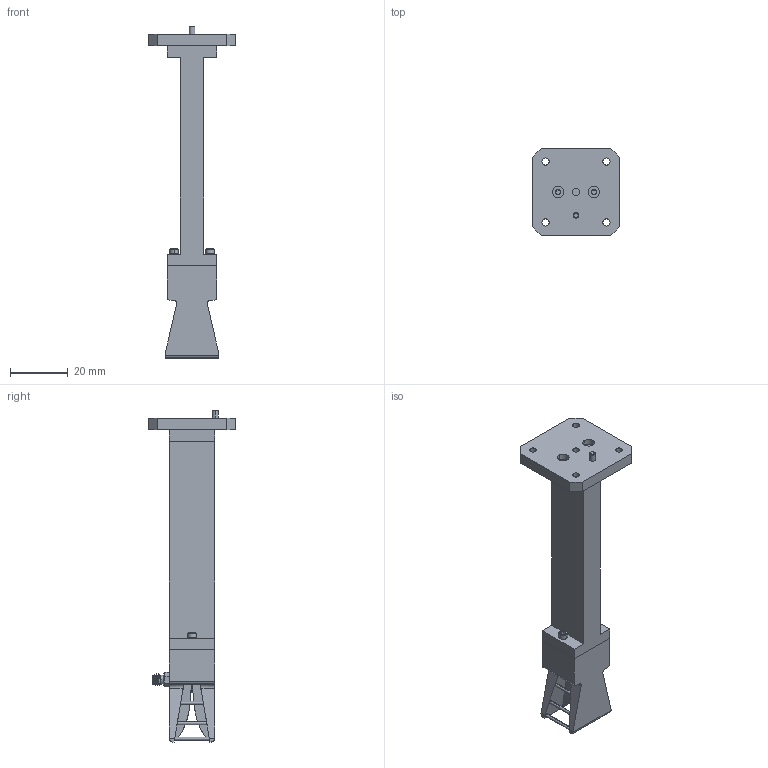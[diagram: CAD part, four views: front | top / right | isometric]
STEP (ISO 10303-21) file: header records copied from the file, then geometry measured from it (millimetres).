
FILE_DESCRIPTION (( 'STEP AP203' ), '1' );
FILE_NAME ('SAV-1431141535-1F-U5.STEP', '2020-01-08T18:19:07', ( '' ), ( '' ), 'SwSTEP 2.0', 'SolidWorks 2016', '' );
FILE_SCHEMA (( 'CONFIG_CONTROL_DESIGN' ));
Length unit declared in the file: inch
Products named in the file (1): SAV-1431141535-1F-U5
Bounding box: 30 x 30 x 114.6 mm (x, y, z)
Surface area: 10798.4 mm2 (no closed solid volume)
Topology: 0 solids, 3 shells, 362 faces, 1003 edges, 660 vertices
Faces by surface type: cylinder 151, plane 134, cone 61, bspline 16
Full cylindrical faces by diameter (mm): 6.327 x1
Entity records: 20702 total; most frequent: CARTESIAN_POINT 11810, ORIENTED_EDGE 1960, DIRECTION 1705, EDGE_CURVE 989, VERTEX_POINT 661, AXIS2_PLACEMENT_3D 627, LINE 451, VECTOR 451
